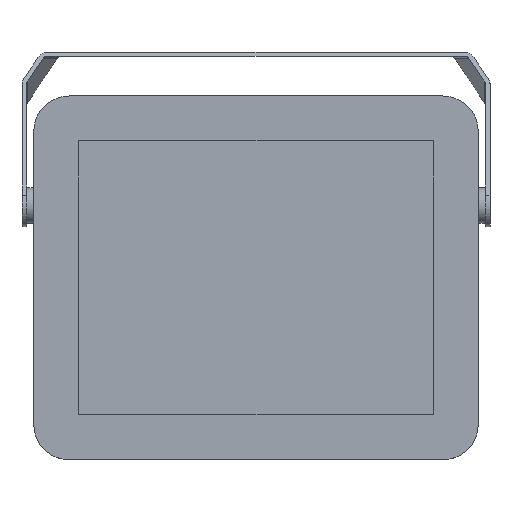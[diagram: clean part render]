
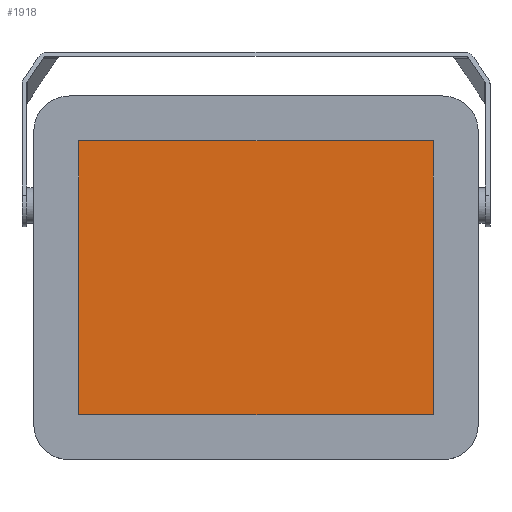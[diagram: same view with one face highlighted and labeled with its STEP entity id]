
A CAD part, top view. The second image highlights one B-rep face of the part: STEP entity #1918.
In plain terms, the highlighted planar face has unit normal (0, 0, 1).
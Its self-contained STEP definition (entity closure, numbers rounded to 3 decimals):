
#110 = CARTESIAN_POINT ( 'NONE',  ( 109.6, -84.6, -2. ) ) ;
#148 = FACE_OUTER_BOUND ( 'NONE', #2116, .T. ) ;
#154 = LINE ( 'NONE', #344, #2466 ) ;
#169 = EDGE_CURVE ( 'NONE', #2218, #2467, #1471, .T. ) ;
#319 = ORIENTED_EDGE ( 'NONE', *, *, #2651, .F. ) ;
#344 = CARTESIAN_POINT ( 'NONE',  ( -109.6, -84.6, -2. ) ) ;
#518 = EDGE_CURVE ( 'NONE', #1630, #2467, #1742, .T. ) ;
#651 = CARTESIAN_POINT ( 'NONE',  ( -109.6, -84.6, -2. ) ) ;
#716 = ORIENTED_EDGE ( 'NONE', *, *, #2572, .T. ) ;
#854 = DIRECTION ( 'NONE',  ( 0., 1., 0. ) ) ;
#990 = CARTESIAN_POINT ( 'NONE',  ( -109.6, 84.6, -2. ) ) ;
#1020 = DIRECTION ( 'NONE',  ( 1., 0., 0. ) ) ;
#1067 = CARTESIAN_POINT ( 'NONE',  ( 0., 0., -2. ) ) ;
#1166 = VECTOR ( 'NONE', #1262, 1000. ) ;
#1181 = VERTEX_POINT ( 'NONE', #2410 ) ;
#1262 = DIRECTION ( 'NONE',  ( 0., 1., 0. ) ) ;
#1277 = VECTOR ( 'NONE', #1860, 1000. ) ;
#1357 = ORIENTED_EDGE ( 'NONE', *, *, #169, .F. ) ;
#1471 = LINE ( 'NONE', #990, #1277 ) ;
#1613 = ORIENTED_EDGE ( 'NONE', *, *, #518, .T. ) ;
#1630 = VERTEX_POINT ( 'NONE', #110 ) ;
#1742 = LINE ( 'NONE', #2602, #1166 ) ;
#1860 = DIRECTION ( 'NONE',  ( 1., 0., 0. ) ) ;
#1881 = PLANE ( 'NONE',  #2455 ) ;
#1918 = ADVANCED_FACE ( 'NONE', ( #148 ), #1881, .F. ) ;
#2116 = EDGE_LOOP ( 'NONE', ( #319, #716, #1613, #1357 ) ) ;
#2211 = CARTESIAN_POINT ( 'NONE',  ( -109.6, 84.6, -2. ) ) ;
#2218 = VERTEX_POINT ( 'NONE', #2211 ) ;
#2363 = LINE ( 'NONE', #651, #2371 ) ;
#2371 = VECTOR ( 'NONE', #854, 1000. ) ;
#2403 = DIRECTION ( 'NONE',  ( 0., 0., -1. ) ) ;
#2410 = CARTESIAN_POINT ( 'NONE',  ( -109.6, -84.6, -2. ) ) ;
#2455 = AXIS2_PLACEMENT_3D ( 'NONE', #1067, #2403, #2777 ) ;
#2466 = VECTOR ( 'NONE', #1020, 1000. ) ;
#2467 = VERTEX_POINT ( 'NONE', #2470 ) ;
#2470 = CARTESIAN_POINT ( 'NONE',  ( 109.6, 84.6, -2. ) ) ;
#2572 = EDGE_CURVE ( 'NONE', #1181, #1630, #154, .T. ) ;
#2602 = CARTESIAN_POINT ( 'NONE',  ( 109.6, -84.6, -2. ) ) ;
#2651 = EDGE_CURVE ( 'NONE', #1181, #2218, #2363, .T. ) ;
#2777 = DIRECTION ( 'NONE',  ( -1., 0., 0. ) ) ;
